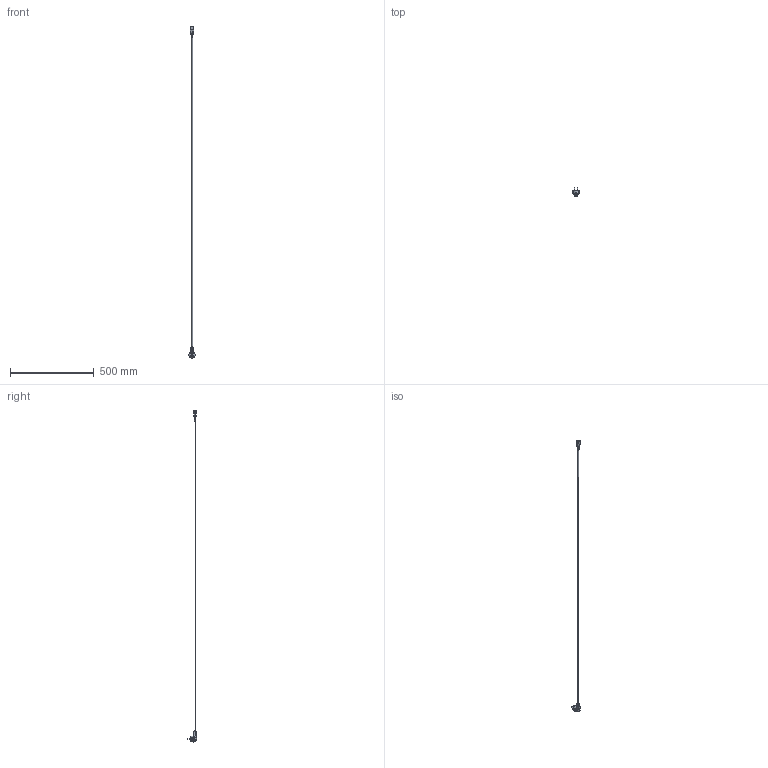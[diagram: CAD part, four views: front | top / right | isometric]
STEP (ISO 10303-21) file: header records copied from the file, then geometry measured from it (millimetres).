
FILE_DESCRIPTION (( 'STEP AP203' ), '1' );
FILE_NAME ('1805-01.STEP', '2014-11-07T11:31:28', ( '' ), ( '' ), 'SwSTEP 2.0', 'SolidWorks 2014', '' );
FILE_SCHEMA (( 'CONFIG_CONTROL_DESIGN' ));
Length unit declared in the file: millimetre
Products named in the file (3): 1805-01Plug; 1805-01Cable; 1805-01
Assembly tree (2 placements, depth 2):
  1805-01
    1805-01Plug
    1805-01Cable
Bounding box: 36.9 x 54 x 1986.19 mm (x, y, z)
Volume: 104993.4 mm3; surface area: 54538 mm2
Topology: 7 solids, 7 shells, 1352 faces, 3531 edges, 2153 vertices
Faces by surface type: cylinder 529, plane 491, bspline 330, cone 2
Entity records: 53197 total; most frequent: CARTESIAN_POINT 22813, ORIENTED_EDGE 6918, DIRECTION 5488, EDGE_CURVE 3459, VERTEX_POINT 2153, VECTOR 1862, LINE 1862, AXIS2_PLACEMENT_3D 1813
